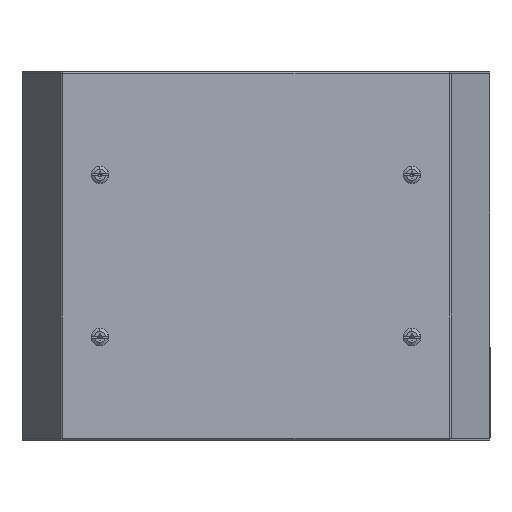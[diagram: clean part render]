
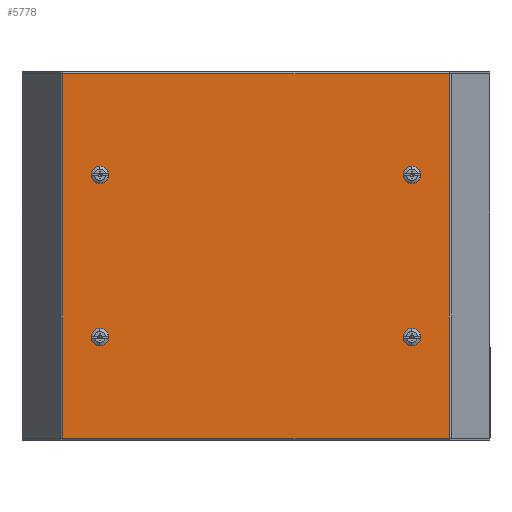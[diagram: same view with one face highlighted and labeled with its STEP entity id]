
A CAD part, top view. The second image highlights one B-rep face of the part: STEP entity #5778.
In plain terms, the highlighted planar face has unit normal (0, 0, 1).
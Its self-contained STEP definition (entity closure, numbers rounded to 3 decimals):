
#805 = CARTESIAN_POINT ( 'NONE',  ( 125., -65., 0. ) ) ;
#806 = DIRECTION ( 'NONE',  ( 0., 0., 1. ) ) ;
#807 = DIRECTION ( 'NONE',  ( 1., 0., 0. ) ) ;
#817 = CARTESIAN_POINT ( 'NONE',  ( 125., 65., 0. ) ) ;
#818 = DIRECTION ( 'NONE',  ( 0., 0., 1. ) ) ;
#819 = DIRECTION ( 'NONE',  ( -1., 0., 0. ) ) ;
#829 = CARTESIAN_POINT ( 'NONE',  ( -125., 65., 0. ) ) ;
#830 = DIRECTION ( 'NONE',  ( 0., 0., 1. ) ) ;
#831 = DIRECTION ( 'NONE',  ( 1., 0., 0. ) ) ;
#840 = CARTESIAN_POINT ( 'NONE',  ( -125., -65., 0. ) ) ;
#841 = DIRECTION ( 'NONE',  ( 0., 0., 1. ) ) ;
#842 = DIRECTION ( 'NONE',  ( -1., 0., 0. ) ) ;
#890 = CARTESIAN_POINT ( 'NONE',  ( -125., -65., 0. ) ) ;
#891 = DIRECTION ( 'NONE',  ( 0., 0., 1. ) ) ;
#892 = DIRECTION ( 'NONE',  ( -1., 0., 0. ) ) ;
#906 = CARTESIAN_POINT ( 'NONE',  ( -125., 65., 0. ) ) ;
#907 = DIRECTION ( 'NONE',  ( 0., 0., 1. ) ) ;
#908 = DIRECTION ( 'NONE',  ( 1., 0., 0. ) ) ;
#1746 = VECTOR ( 'NONE', #3536, 1000. ) ;
#1831 = CIRCLE ( 'NONE', #1834, 4. ) ;
#1833 = CIRCLE ( 'NONE', #1836, 4. ) ;
#1834 = AXIS2_PLACEMENT_3D ( 'NONE', #3554, #3555, #3556 ) ;
#1836 = AXIS2_PLACEMENT_3D ( 'NONE', #3559, #3560, #3561 ) ;
#1849 = VECTOR ( 'NONE', #3622, 1000. ) ;
#1854 = VECTOR ( 'NONE', #3616, 1000. ) ;
#1856 = VECTOR ( 'NONE', #3620, 1000. ) ;
#1858 = VECTOR ( 'NONE', #3625, 1000. ) ;
#3534 = LINE ( 'NONE', #3535, #1746 ) ;
#3535 = CARTESIAN_POINT ( 'NONE',  ( 154.942, -146.01, 0. ) ) ;
#3536 = DIRECTION ( 'NONE',  ( 0., 1., 0. ) ) ;
#3554 = CARTESIAN_POINT ( 'NONE',  ( 125., -65., 0. ) ) ;
#3555 = DIRECTION ( 'NONE',  ( 0., 0., 1. ) ) ;
#3556 = DIRECTION ( 'NONE',  ( 1., 0., 0. ) ) ;
#3559 = CARTESIAN_POINT ( 'NONE',  ( 125., 65., 0. ) ) ;
#3560 = DIRECTION ( 'NONE',  ( 0., 0., 1. ) ) ;
#3561 = DIRECTION ( 'NONE',  ( -1., 0., 0. ) ) ;
#3595 = CARTESIAN_POINT ( 'NONE',  ( 154.942, -146., 0. ) ) ;
#3598 = LINE ( 'NONE', #3595, #1854 ) ;
#3612 = LINE ( 'NONE', #3621, #1849 ) ;
#3616 = DIRECTION ( 'NONE',  ( 0., 1., 0. ) ) ;
#3617 = LINE ( 'NONE', #3619, #1856 ) ;
#3619 = CARTESIAN_POINT ( 'NONE',  ( 154.942, 146.01, 0. ) ) ;
#3620 = DIRECTION ( 'NONE',  ( 0., -1., 0. ) ) ;
#3621 = CARTESIAN_POINT ( 'NONE',  ( 154.942, 146.01, 0. ) ) ;
#3622 = DIRECTION ( 'NONE',  ( -1., 0., 0. ) ) ;
#3623 = LINE ( 'NONE', #3624, #1858 ) ;
#3624 = CARTESIAN_POINT ( 'NONE',  ( -154.942, 146.01, 0. ) ) ;
#3625 = DIRECTION ( 'NONE',  ( 0., -1., 0. ) ) ;
#4934 = CARTESIAN_POINT ( 'NONE',  ( -154.942, -146.01, 0. ) ) ;
#4935 = CARTESIAN_POINT ( 'NONE',  ( -154.942, 146., 0. ) ) ;
#4936 = CARTESIAN_POINT ( 'NONE',  ( -154.942, -146., 0. ) ) ;
#4939 = CARTESIAN_POINT ( 'NONE',  ( 154.942, 146.01, 0. ) ) ;
#4940 = CARTESIAN_POINT ( 'NONE',  ( 154.942, -146.01, 0. ) ) ;
#4941 = CARTESIAN_POINT ( 'NONE',  ( 154.942, -146., 0. ) ) ;
#4942 = CARTESIAN_POINT ( 'NONE',  ( 154.942, 146., 0. ) ) ;
#4944 = CARTESIAN_POINT ( 'NONE',  ( -154.942, 146.01, 0. ) ) ;
#5642 = CARTESIAN_POINT ( 'NONE',  ( -121., -65., 0. ) ) ;
#5643 = CARTESIAN_POINT ( 'NONE',  ( 129., -65., 0. ) ) ;
#5645 = CARTESIAN_POINT ( 'NONE',  ( -129., -65., 0. ) ) ;
#5647 = CARTESIAN_POINT ( 'NONE',  ( 121., -65., 0. ) ) ;
#5658 = CARTESIAN_POINT ( 'NONE',  ( -129., 65., 0. ) ) ;
#5661 = CARTESIAN_POINT ( 'NONE',  ( 121., 65., 0. ) ) ;
#5668 = CARTESIAN_POINT ( 'NONE',  ( 129., 65., 0. ) ) ;
#5671 = CARTESIAN_POINT ( 'NONE',  ( -121., 65., 0. ) ) ;
#5778 = ADVANCED_FACE ( 'NONE', ( #7945, #7940, #12556, #12558, #7947 ), #12555, .T. ) ;
#6111 = AXIS2_PLACEMENT_3D ( 'NONE', #12559, #12560, #12561 ) ;
#6973 = EDGE_CURVE ( 'NONE', #12258, #12264, #18148, .T. ) ;
#6974 = EDGE_CURVE ( 'NONE', #12258, #12260, #18154, .T. ) ;
#6975 = EDGE_CURVE ( 'NONE', #12259, #12260, #18153, .T. ) ;
#7940 = FACE_BOUND ( 'NONE', #7950, .T. ) ;
#7942 = EDGE_LOOP ( 'NONE', ( #14117, #14119, #14121, #14123, #14125, #14127, #14129, #14131 ) ) ;
#7945 = FACE_BOUND ( 'NONE', #12230, .T. ) ;
#7947 = FACE_OUTER_BOUND ( 'NONE', #7942, .T. ) ;
#7950 = EDGE_LOOP ( 'NONE', ( #14105, #14107 ) ) ;
#8883 = EDGE_CURVE ( 'NONE', #13870, #13860, #17707, .T. ) ;
#8887 = EDGE_CURVE ( 'NONE', #13906, #13924, #17715, .T. ) ;
#8891 = EDGE_CURVE ( 'NONE', #13899, #13932, #17721, .T. ) ;
#8895 = EDGE_CURVE ( 'NONE', #13865, #13857, #17727, .T. ) ;
#8909 = EDGE_CURVE ( 'NONE', #13857, #13865, #17744, .T. ) ;
#8914 = EDGE_CURVE ( 'NONE', #13932, #13899, #17753, .T. ) ;
#9217 = EDGE_CURVE ( 'NONE', #12264, #12265, #3534, .T. ) ;
#9224 = EDGE_CURVE ( 'NONE', #13860, #13870, #1831, .T. ) ;
#9225 = EDGE_CURVE ( 'NONE', #13924, #13906, #1833, .T. ) ;
#9244 = EDGE_CURVE ( 'NONE', #12265, #12266, #3598, .T. ) ;
#9245 = EDGE_CURVE ( 'NONE', #12263, #12266, #3617, .T. ) ;
#9246 = EDGE_CURVE ( 'NONE', #12263, #12268, #3612, .T. ) ;
#9247 = EDGE_CURVE ( 'NONE', #12268, #12259, #3623, .T. ) ;
#11102 = EDGE_LOOP ( 'NONE', ( #14113, #14115 ) ) ;
#12230 = EDGE_LOOP ( 'NONE', ( #14101, #14103 ) ) ;
#12258 = VERTEX_POINT ( 'NONE', #4934 ) ;
#12259 = VERTEX_POINT ( 'NONE', #4935 ) ;
#12260 = VERTEX_POINT ( 'NONE', #4936 ) ;
#12263 = VERTEX_POINT ( 'NONE', #4939 ) ;
#12264 = VERTEX_POINT ( 'NONE', #4940 ) ;
#12265 = VERTEX_POINT ( 'NONE', #4941 ) ;
#12266 = VERTEX_POINT ( 'NONE', #4942 ) ;
#12268 = VERTEX_POINT ( 'NONE', #4944 ) ;
#12555 = PLANE ( 'NONE',  #6111 ) ;
#12556 = FACE_BOUND ( 'NONE', #13797, .T. ) ;
#12558 = FACE_BOUND ( 'NONE', #11102, .T. ) ;
#12559 = CARTESIAN_POINT ( 'NONE',  ( -155., -146., 0. ) ) ;
#12560 = DIRECTION ( 'NONE',  ( 0., 0., 1. ) ) ;
#12561 = DIRECTION ( 'NONE',  ( 1., 0., 0. ) ) ;
#13797 = EDGE_LOOP ( 'NONE', ( #14109, #14111 ) ) ;
#13857 = VERTEX_POINT ( 'NONE', #5642 ) ;
#13860 = VERTEX_POINT ( 'NONE', #5643 ) ;
#13865 = VERTEX_POINT ( 'NONE', #5645 ) ;
#13870 = VERTEX_POINT ( 'NONE', #5647 ) ;
#13899 = VERTEX_POINT ( 'NONE', #5658 ) ;
#13906 = VERTEX_POINT ( 'NONE', #5661 ) ;
#13924 = VERTEX_POINT ( 'NONE', #5668 ) ;
#13932 = VERTEX_POINT ( 'NONE', #5671 ) ;
#14101 = ORIENTED_EDGE ( 'NONE', *, *, #8909, .F. ) ;
#14103 = ORIENTED_EDGE ( 'NONE', *, *, #8895, .F. ) ;
#14105 = ORIENTED_EDGE ( 'NONE', *, *, #8914, .F. ) ;
#14107 = ORIENTED_EDGE ( 'NONE', *, *, #8891, .F. ) ;
#14109 = ORIENTED_EDGE ( 'NONE', *, *, #9225, .F. ) ;
#14111 = ORIENTED_EDGE ( 'NONE', *, *, #8887, .F. ) ;
#14113 = ORIENTED_EDGE ( 'NONE', *, *, #9224, .F. ) ;
#14115 = ORIENTED_EDGE ( 'NONE', *, *, #8883, .F. ) ;
#14117 = ORIENTED_EDGE ( 'NONE', *, *, #6975, .T. ) ;
#14119 = ORIENTED_EDGE ( 'NONE', *, *, #6974, .F. ) ;
#14121 = ORIENTED_EDGE ( 'NONE', *, *, #6973, .T. ) ;
#14123 = ORIENTED_EDGE ( 'NONE', *, *, #9217, .T. ) ;
#14125 = ORIENTED_EDGE ( 'NONE', *, *, #9244, .T. ) ;
#14127 = ORIENTED_EDGE ( 'NONE', *, *, #9245, .F. ) ;
#14129 = ORIENTED_EDGE ( 'NONE', *, *, #9246, .T. ) ;
#14131 = ORIENTED_EDGE ( 'NONE', *, *, #9247, .T. ) ;
#17102 = VECTOR ( 'NONE', #18160, 1000. ) ;
#17109 = VECTOR ( 'NONE', #18158, 1000. ) ;
#17111 = VECTOR ( 'NONE', #18162, 1000. ) ;
#17707 = CIRCLE ( 'NONE', #17713, 4. ) ;
#17713 = AXIS2_PLACEMENT_3D ( 'NONE', #805, #806, #807 ) ;
#17715 = CIRCLE ( 'NONE', #17719, 4. ) ;
#17719 = AXIS2_PLACEMENT_3D ( 'NONE', #817, #818, #819 ) ;
#17721 = CIRCLE ( 'NONE', #17725, 4. ) ;
#17725 = AXIS2_PLACEMENT_3D ( 'NONE', #829, #830, #831 ) ;
#17727 = CIRCLE ( 'NONE', #17731, 4. ) ;
#17731 = AXIS2_PLACEMENT_3D ( 'NONE', #840, #841, #842 ) ;
#17744 = CIRCLE ( 'NONE', #17748, 4. ) ;
#17748 = AXIS2_PLACEMENT_3D ( 'NONE', #890, #891, #892 ) ;
#17753 = CIRCLE ( 'NONE', #17756, 4. ) ;
#17756 = AXIS2_PLACEMENT_3D ( 'NONE', #906, #907, #908 ) ;
#18148 = LINE ( 'NONE', #18149, #17109 ) ;
#18149 = CARTESIAN_POINT ( 'NONE',  ( -154.942, -146.01, 0. ) ) ;
#18153 = LINE ( 'NONE', #18161, #17111 ) ;
#18154 = LINE ( 'NONE', #18159, #17102 ) ;
#18158 = DIRECTION ( 'NONE',  ( 1., 0., 0. ) ) ;
#18159 = CARTESIAN_POINT ( 'NONE',  ( -154.942, -146.01, 0. ) ) ;
#18160 = DIRECTION ( 'NONE',  ( 0., 1., 0. ) ) ;
#18161 = CARTESIAN_POINT ( 'NONE',  ( -154.942, 146., 0. ) ) ;
#18162 = DIRECTION ( 'NONE',  ( 0., -1., 0. ) ) ;
